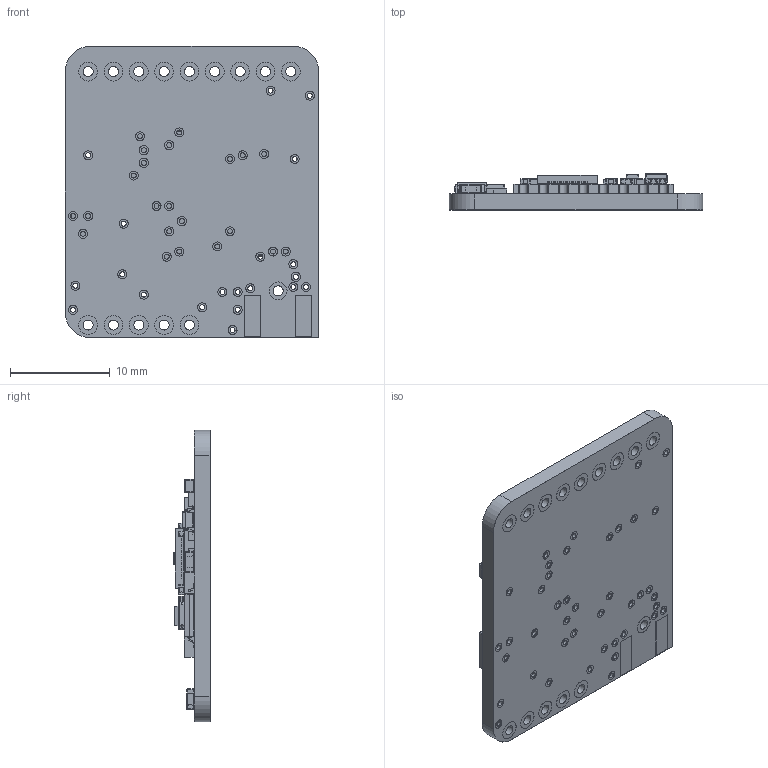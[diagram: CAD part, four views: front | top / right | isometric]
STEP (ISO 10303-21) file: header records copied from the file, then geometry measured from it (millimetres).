
FILE_DESCRIPTION(/* description */ (''),/* implementation_level */ '2;1');
FILE_NAME(/* name */ 'RFM95W v5.step',/* time_stamp */ '2018-08-27T17:27:28-06:00',/* author */ ('JonGordon'),/* organization */ (''),/* preprocessor_version */ 'ST-DEVELOPER v17.2',/* originating_system */ 'Autodesk Translation Framework v7.6.0.251',/* authorisation */ '');
FILE_SCHEMA (('AUTOMOTIVE_DESIGN { 1 0 10303 214 3 1 1 }'));
Length unit declared in the file: millimetre
Products named in the file (16): RFM95W; RFM95; QFN 28 v2; SMD Crystal v1; CAP 0403 v1; CAP Ceramic 0403 v1; Res 0403 v1; CAP ML 0403 v1; SOT-323 v1; Inductor SMD 0403 v1; SOT-363 v1; SOT23-5; CAP 0805 T095; CAP 0805 T075; TSSOP16; RES 0805
Assembly tree (43 placements, depth 3):
  RFM95W
    RFM95
      QFN 28 v2
      SMD Crystal v1
      CAP 0403 v1  x8
      CAP Ceramic 0403 v1  x8
      Res 0403 v1  x4
      CAP ML 0403 v1  x5
      SOT-323 v1
      Inductor SMD 0403 v1  x5
      SOT-363 v1
    SOT23-5
    CAP 0805 T095  x2
    CAP 0805 T075
    TSSOP16
    RES 0805  x3
Bounding box: 25.4 x 3.63 x 29.21 mm (x, y, z)
Volume: 1488.5 mm3; surface area: 4204.6 mm2
Topology: 113 solids, 113 shells, 3173 faces, 7818 edges, 4778 vertices
Faces by surface type: plane 1843, cylinder 1049, sphere 248, bspline 29, torus 4
Full cylindrical faces by diameter (mm): 0.5 x42, 0.8 x16, 0.832 x1, 0.906 x84, 1 x15, 1.5 x2, 1.778 x1, 1.88 x28
Entity records: 63785 total; most frequent: CARTESIAN_POINT 12595, DIRECTION 10352, ORIENTED_EDGE 9996, EDGE_CURVE 4998, LINE 3686, VECTOR 3686, AXIS2_PLACEMENT_3D 3333, VERTEX_POINT 3242
